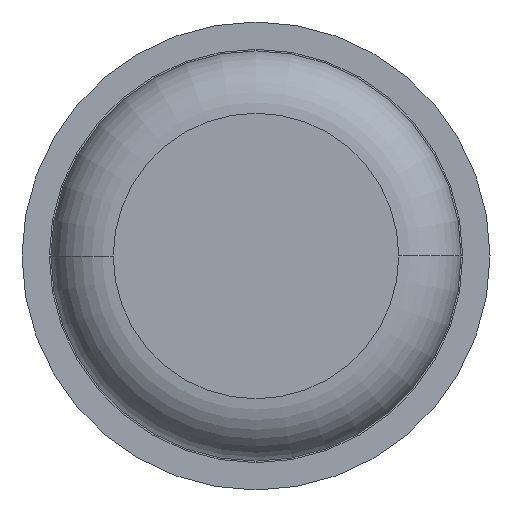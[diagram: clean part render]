
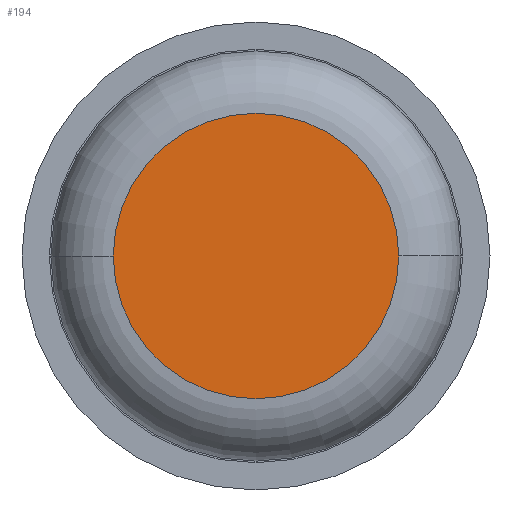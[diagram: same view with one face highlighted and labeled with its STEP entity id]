
A CAD part, front view. The second image highlights one B-rep face of the part: STEP entity #194.
In plain terms, the highlighted planar face has unit normal (0, -1, 0).
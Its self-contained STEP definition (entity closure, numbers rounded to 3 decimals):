
#130 = ORIENTED_EDGE ( 'NONE', *, *, #2428, .T. ) ;
#194 = ADVANCED_FACE ( 'Defeature ausgef�hrt1_6', ( #2762 ), #2872, .F. ) ;
#314 = DIRECTION ( 'NONE',  ( -1., 0., 0. ) ) ;
#361 = DIRECTION ( 'NONE',  ( -1., 0., 0. ) ) ;
#770 = EDGE_CURVE ( 'Defeature ausgef�hrt1_6+Defeature ausgef�hrt1_7+Defeature ausgef�hrt1_7+Defeature ausgef�hrt1_7', #3779, #1111, #2914, .T. ) ;
#1015 = DIRECTION ( 'NONE',  ( 0., -1., 0. ) ) ;
#1038 = AXIS2_PLACEMENT_3D ( 'NONE', #2293, #2347, #314 ) ;
#1111 = VERTEX_POINT ( 'NONE', #2152 ) ;
#1151 = CARTESIAN_POINT ( 'NONE',  ( 0., 0., 0. ) ) ;
#1795 = CARTESIAN_POINT ( 'NONE',  ( 0.915, 0., 0. ) ) ;
#2152 = CARTESIAN_POINT ( 'NONE',  ( -0.915, 0., 0. ) ) ;
#2293 = CARTESIAN_POINT ( 'NONE',  ( 0., 0., 0. ) ) ;
#2347 = DIRECTION ( 'NONE',  ( 0., -1., 0. ) ) ;
#2428 = EDGE_CURVE ( 'Defeature ausgef�hrt1_6+Defeature ausgef�hrt1_7+Defeature ausgef�hrt1_7+Defeature ausgef�hrt1_7', #1111, #3779, #3328, .T. ) ;
#2509 = DIRECTION ( 'NONE',  ( -1., 0., 0. ) ) ;
#2529 = DIRECTION ( 'NONE',  ( 0., 1., 0. ) ) ;
#2756 = AXIS2_PLACEMENT_3D ( 'NONE', #3026, #1015, #361 ) ;
#2762 = FACE_OUTER_BOUND ( 'NONE', #3044, .T. ) ;
#2872 = PLANE ( 'NONE',  #4165 ) ;
#2914 = CIRCLE ( 'NONE', #1038, 0.915 ) ;
#3026 = CARTESIAN_POINT ( 'NONE',  ( 0., 0., 0. ) ) ;
#3044 = EDGE_LOOP ( 'NONE', ( #130, #4269 ) ) ;
#3328 = CIRCLE ( 'NONE', #2756, 0.915 ) ;
#3779 = VERTEX_POINT ( 'NONE', #1795 ) ;
#4165 = AXIS2_PLACEMENT_3D ( 'NONE', #1151, #2529, #2509 ) ;
#4269 = ORIENTED_EDGE ( 'NONE', *, *, #770, .T. ) ;
